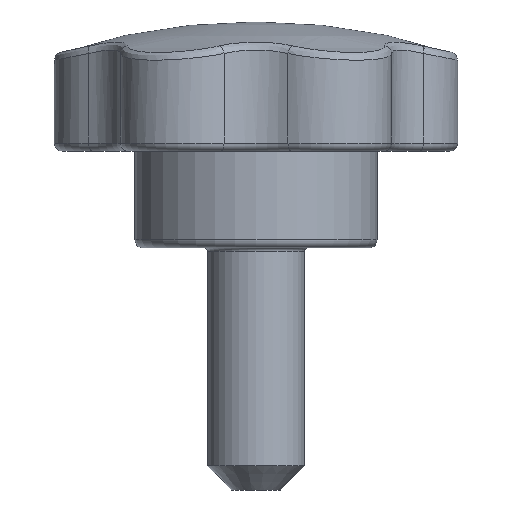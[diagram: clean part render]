
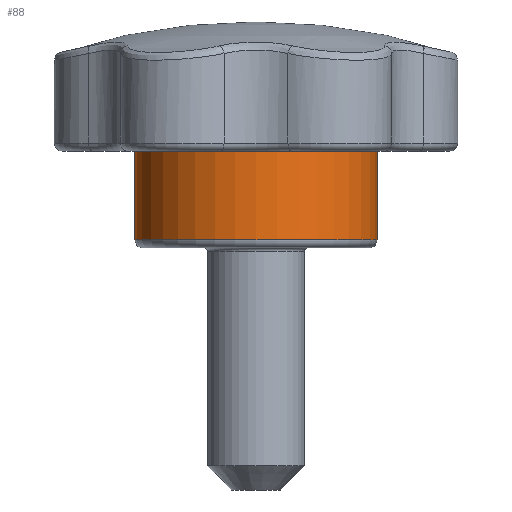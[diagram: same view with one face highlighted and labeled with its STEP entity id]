
A CAD part, front view. The second image highlights one B-rep face of the part: STEP entity #88.
In plain terms, the highlighted cylindrical face has radius 7.5 mm (diameter 15 mm), a full revolution.
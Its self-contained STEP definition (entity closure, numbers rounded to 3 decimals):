
#88 = ADVANCED_FACE( '', ( #211, #212 ), #213, .T. );
#211 = FACE_OUTER_BOUND( '', #607, .T. );
#212 = FACE_OUTER_BOUND( '', #608, .T. );
#213 = CYLINDRICAL_SURFACE( '', #609, 7.5 );
#607 = EDGE_LOOP( '', ( #2792 ) );
#608 = EDGE_LOOP( '', ( #2793 ) );
#609 = AXIS2_PLACEMENT_3D( '', #2794, #2795, #2796 );
#2792 = ORIENTED_EDGE( '', *, *, #3114, .T. );
#2793 = ORIENTED_EDGE( '', *, *, #3115, .F. );
#2794 = CARTESIAN_POINT( '', ( 0., 0., 14. ) );
#2795 = DIRECTION( '', ( 0., 0., -1. ) );
#2796 = DIRECTION( '', ( 1., 0., 0. ) );
#3114 = EDGE_CURVE( '', #3281, #3281, #3282, .T. );
#3115 = EDGE_CURVE( '', #3283, #3283, #3284, .T. );
#3281 = VERTEX_POINT( '', #3754 );
#3282 = CIRCLE( '', #3755, 7.5 );
#3283 = VERTEX_POINT( '', #3756 );
#3284 = CIRCLE( '', #3757, 7.5 );
#3754 = CARTESIAN_POINT( '', ( 7.5, 0., 0.5 ) );
#3755 = AXIS2_PLACEMENT_3D( '', #4894, #4895, #4896 );
#3756 = CARTESIAN_POINT( '', ( 7.5, 0., 6. ) );
#3757 = AXIS2_PLACEMENT_3D( '', #4897, #4898, #4899 );
#4894 = CARTESIAN_POINT( '', ( 0., 0., 0.5 ) );
#4895 = DIRECTION( '', ( 0., 0., 1. ) );
#4896 = DIRECTION( '', ( 1., 0., 0. ) );
#4897 = CARTESIAN_POINT( '', ( 0., 0., 6. ) );
#4898 = DIRECTION( '', ( 0., 0., 1. ) );
#4899 = DIRECTION( '', ( 1., 0., 0. ) );
